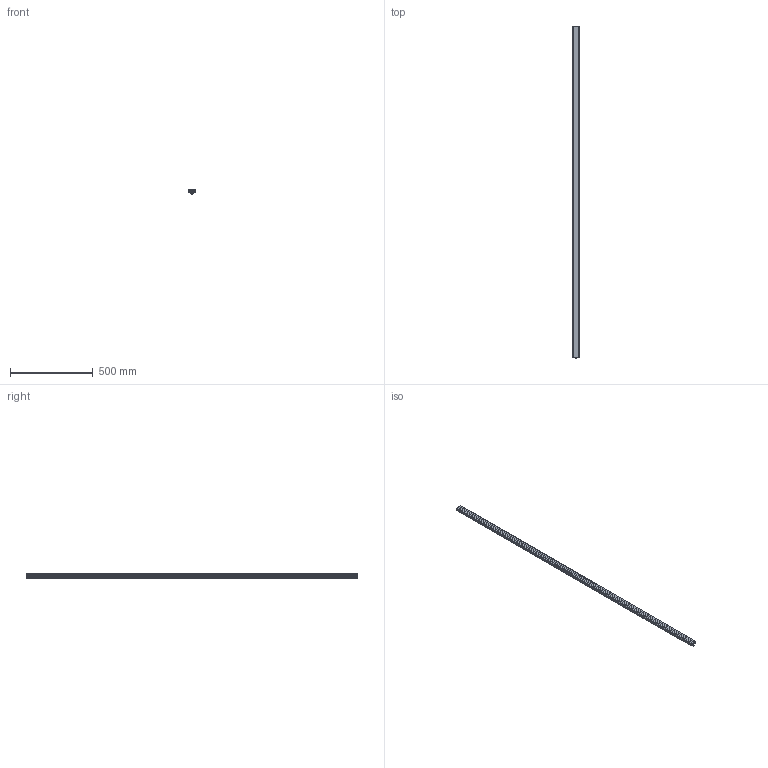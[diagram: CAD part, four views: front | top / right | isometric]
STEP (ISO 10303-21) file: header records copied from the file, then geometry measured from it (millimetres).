
FILE_DESCRIPTION (( 'STEP AP214' ), '1' );
FILE_NAME ('087EPS0891.STEP', '2018-11-26T10:38:53', ( '' ), ( '' ), 'SwSTEP 2.0', 'SolidWorks 2017', '' );
FILE_SCHEMA (( 'AUTOMOTIVE_DESIGN' ));
Length unit declared in the file: millimetre
Products named in the file (1): 087EPS0891
Bounding box: 40 x 2000 x 27.7 mm (x, y, z)
Volume: 719585.8 mm3; surface area: 564714.5 mm2
Topology: 1 solids, 1 shells, 66 faces, 192 edges, 128 vertices
Faces by surface type: plane 43, cylinder 21, bspline 2
Entity records: 2641 total; most frequent: CARTESIAN_POINT 413, ORIENTED_EDGE 384, DIRECTION 360, EDGE_CURVE 192, VECTOR 146, LINE 146, VERTEX_POINT 128, AXIS2_PLACEMENT_3D 107
